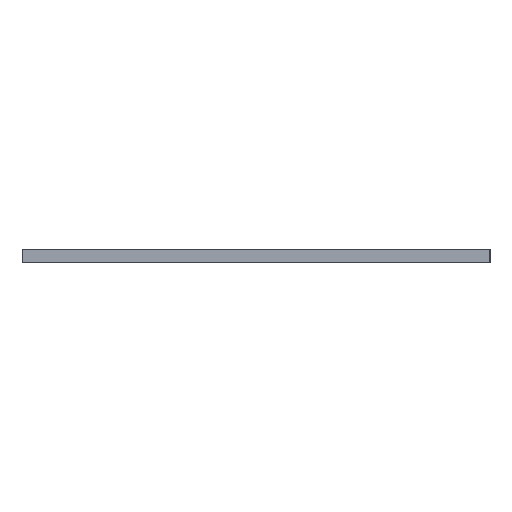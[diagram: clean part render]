
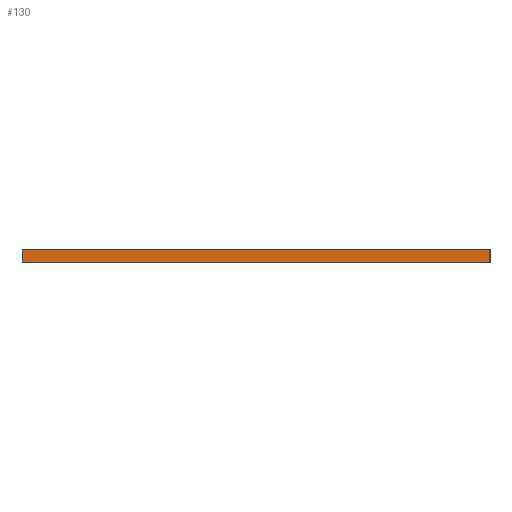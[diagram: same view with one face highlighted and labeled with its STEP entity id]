
A CAD part, left-side view. The second image highlights one B-rep face of the part: STEP entity #130.
In plain terms, the highlighted planar face has unit normal (-1, 0, 0).
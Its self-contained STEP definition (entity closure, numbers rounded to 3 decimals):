
#32 = EDGE_CURVE('',#33,#35,#37,.T.);
#33 = VERTEX_POINT('',#34);
#34 = CARTESIAN_POINT('',(-42.5,28.,0.));
#35 = VERTEX_POINT('',#36);
#36 = CARTESIAN_POINT('',(-42.5,28.,-1.6));
#37 = LINE('',#38,#39);
#38 = CARTESIAN_POINT('',(-42.5,28.,0.));
#39 = VECTOR('',#40,1.);
#40 = DIRECTION('',(0.,0.,-1.));
#105 = VERTEX_POINT('',#106);
#106 = CARTESIAN_POINT('',(-42.5,-28.,-1.6));
#112 = EDGE_CURVE('',#113,#105,#115,.T.);
#113 = VERTEX_POINT('',#114);
#114 = CARTESIAN_POINT('',(-42.5,-28.,0.));
#115 = LINE('',#116,#117);
#116 = CARTESIAN_POINT('',(-42.5,-28.,0.));
#117 = VECTOR('',#118,1.);
#118 = DIRECTION('',(0.,0.,-1.));
#130 = ADVANCED_FACE('',(#131),#147,.F.);
#131 = FACE_BOUND('',#132,.F.);
#132 = EDGE_LOOP('',(#133,#134,#140,#141));
#133 = ORIENTED_EDGE('',*,*,#112,.T.);
#134 = ORIENTED_EDGE('',*,*,#135,.T.);
#135 = EDGE_CURVE('',#105,#35,#136,.T.);
#136 = LINE('',#137,#138);
#137 = CARTESIAN_POINT('',(-42.5,-28.,-1.6));
#138 = VECTOR('',#139,1.);
#139 = DIRECTION('',(0.,1.,0.));
#140 = ORIENTED_EDGE('',*,*,#32,.F.);
#141 = ORIENTED_EDGE('',*,*,#142,.F.);
#142 = EDGE_CURVE('',#113,#33,#143,.T.);
#143 = LINE('',#144,#145);
#144 = CARTESIAN_POINT('',(-42.5,-28.,0.));
#145 = VECTOR('',#146,1.);
#146 = DIRECTION('',(0.,1.,0.));
#147 = PLANE('',#148);
#148 = AXIS2_PLACEMENT_3D('',#149,#150,#151);
#149 = CARTESIAN_POINT('',(-42.5,-28.,0.));
#150 = DIRECTION('',(1.,0.,0.));
#151 = DIRECTION('',(0.,1.,0.));
